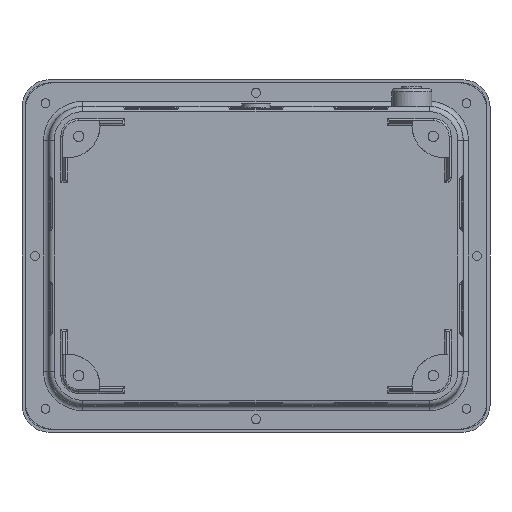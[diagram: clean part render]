
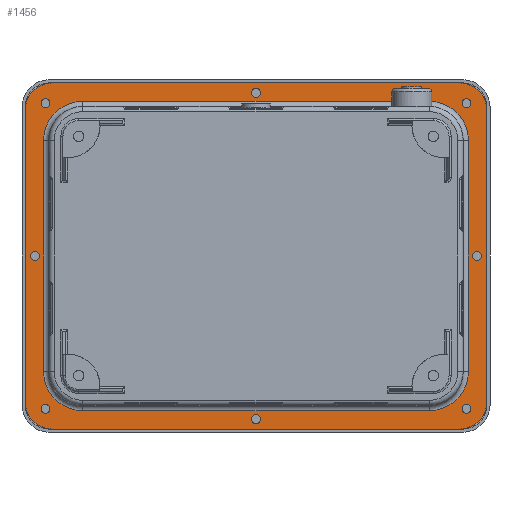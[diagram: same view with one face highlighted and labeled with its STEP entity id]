
A CAD part, front view. The second image highlights one B-rep face of the part: STEP entity #1456.
In plain terms, the highlighted planar face has unit normal (0, -1, 0).
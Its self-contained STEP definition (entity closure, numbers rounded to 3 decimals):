
#1456=ADVANCED_FACE('',(#14304,#14306,#14308,#14310,#14312,#14314,#14316,#14318,
#14320,#14322),#14324,.F.);
#14304=FACE_BOUND('',#14305,.T.);
#14305=EDGE_LOOP('',(#38889,#38890,#38891,#38892,#38893,#38894,#38895,#38896));
#14306=FACE_BOUND('',#14307,.T.);
#14307=EDGE_LOOP('',(#38897));
#14308=FACE_BOUND('',#14309,.T.);
#14309=EDGE_LOOP('',(#38898));
#14310=FACE_BOUND('',#14311,.T.);
#14311=EDGE_LOOP('',(#38899));
#14312=FACE_BOUND('',#14313,.T.);
#14313=EDGE_LOOP('',(#38900));
#14314=FACE_BOUND('',#14315,.T.);
#14315=EDGE_LOOP('',(#38901,#38902,#38903,#38904,#38905,#38906,#38907,#38908));
#14316=FACE_BOUND('',#14317,.T.);
#14317=EDGE_LOOP('',(#38909));
#14318=FACE_BOUND('',#14319,.T.);
#14319=EDGE_LOOP('',(#38910));
#14320=FACE_BOUND('',#14321,.T.);
#14321=EDGE_LOOP('',(#38911));
#14322=FACE_BOUND('',#14323,.T.);
#14323=EDGE_LOOP('',(#38912));
#14324=PLANE('',#14325);
#14325=AXIS2_PLACEMENT_3D('',#14326,#14327,#14328);
#14326=CARTESIAN_POINT('',(0.,-2.5,0.));
#14327=DIRECTION('',(0.,1.,0.));
#14328=DIRECTION('',(1.,0.,0.));
#38889=ORIENTED_EDGE('',*,*,#51604,.T.);
#38890=ORIENTED_EDGE('',*,*,#51605,.T.);
#38891=ORIENTED_EDGE('',*,*,#51606,.T.);
#38892=ORIENTED_EDGE('',*,*,#51607,.T.);
#38893=ORIENTED_EDGE('',*,*,#51608,.T.);
#38894=ORIENTED_EDGE('',*,*,#51609,.T.);
#38895=ORIENTED_EDGE('',*,*,#51610,.T.);
#38896=ORIENTED_EDGE('',*,*,#51611,.T.);
#38897=ORIENTED_EDGE('',*,*,#51612,.T.);
#38898=ORIENTED_EDGE('',*,*,#51613,.T.);
#38899=ORIENTED_EDGE('',*,*,#51603,.T.);
#38900=ORIENTED_EDGE('',*,*,#51614,.T.);
#38901=ORIENTED_EDGE('',*,*,#51615,.T.);
#38902=ORIENTED_EDGE('',*,*,#51616,.F.);
#38903=ORIENTED_EDGE('',*,*,#51617,.T.);
#38904=ORIENTED_EDGE('',*,*,#51618,.F.);
#38905=ORIENTED_EDGE('',*,*,#51619,.T.);
#38906=ORIENTED_EDGE('',*,*,#51620,.F.);
#38907=ORIENTED_EDGE('',*,*,#51621,.T.);
#38908=ORIENTED_EDGE('',*,*,#51622,.F.);
#38909=ORIENTED_EDGE('',*,*,#51623,.T.);
#38910=ORIENTED_EDGE('',*,*,#51624,.T.);
#38911=ORIENTED_EDGE('',*,*,#51625,.T.);
#38912=ORIENTED_EDGE('',*,*,#51626,.T.);
#51603=EDGE_CURVE('',#59062,#59062,#59063,.T.);
#51604=EDGE_CURVE('',#59064,#59065,#59066,.T.);
#51605=EDGE_CURVE('',#59065,#59067,#59068,.T.);
#51606=EDGE_CURVE('',#59067,#59069,#59070,.T.);
#51607=EDGE_CURVE('',#59069,#59071,#59072,.T.);
#51608=EDGE_CURVE('',#59071,#59073,#59074,.T.);
#51609=EDGE_CURVE('',#59073,#59075,#59076,.T.);
#51610=EDGE_CURVE('',#59075,#59077,#59078,.T.);
#51611=EDGE_CURVE('',#59077,#59064,#59079,.T.);
#51612=EDGE_CURVE('',#59080,#59080,#59081,.T.);
#51613=EDGE_CURVE('',#59082,#59082,#59083,.T.);
#51614=EDGE_CURVE('',#59084,#59084,#59085,.T.);
#51615=EDGE_CURVE('',#59086,#59087,#59088,.T.);
#51616=EDGE_CURVE('',#59089,#59087,#59090,.T.);
#51617=EDGE_CURVE('',#59089,#59091,#59092,.T.);
#51618=EDGE_CURVE('',#59093,#59091,#59094,.T.);
#51619=EDGE_CURVE('',#59093,#59095,#59096,.T.);
#51620=EDGE_CURVE('',#59097,#59095,#59098,.T.);
#51621=EDGE_CURVE('',#59097,#59099,#59100,.T.);
#51622=EDGE_CURVE('',#59086,#59099,#59101,.T.);
#51623=EDGE_CURVE('',#59102,#59102,#59103,.T.);
#51624=EDGE_CURVE('',#59104,#59104,#59105,.T.);
#51625=EDGE_CURVE('',#59106,#59106,#59107,.T.);
#51626=EDGE_CURVE('',#59108,#59108,#59109,.T.);
#59062=VERTEX_POINT('',#69780);
#59063=CIRCLE('',#69781,4.25);
#59064=VERTEX_POINT('',#69785);
#59065=VERTEX_POINT('',#69786);
#59066=LINE('',#69787,#69788);
#59067=VERTEX_POINT('',#69790);
#59068=CIRCLE('',#69791,26.);
#59069=VERTEX_POINT('',#69795);
#59070=LINE('',#69796,#69797);
#59071=VERTEX_POINT('',#69799);
#59072=CIRCLE('',#69800,26.);
#59073=VERTEX_POINT('',#69804);
#59074=LINE('',#69805,#69806);
#59075=VERTEX_POINT('',#69808);
#59076=CIRCLE('',#69809,26.);
#59077=VERTEX_POINT('',#69813);
#59078=LINE('',#69814,#69815);
#59079=CIRCLE('',#69817,26.);
#59080=VERTEX_POINT('',#69821);
#59081=CIRCLE('',#69822,4.25);
#59082=VERTEX_POINT('',#69826);
#59083=CIRCLE('',#69827,4.25);
#59084=VERTEX_POINT('',#69831);
#59085=CIRCLE('',#69832,4.25);
#59086=VERTEX_POINT('',#69836);
#59087=VERTEX_POINT('',#69837);
#59088=CIRCLE('',#69838,37.5);
#59089=VERTEX_POINT('',#69842);
#59090=LINE('',#69843,#69844);
#59091=VERTEX_POINT('',#69846);
#59092=CIRCLE('',#69847,37.5);
#59093=VERTEX_POINT('',#69851);
#59094=LINE('',#69852,#69853);
#59095=VERTEX_POINT('',#69855);
#59096=CIRCLE('',#69856,37.5);
#59097=VERTEX_POINT('',#69860);
#59098=LINE('',#69861,#69862);
#59099=VERTEX_POINT('',#69864);
#59100=CIRCLE('',#69865,37.5);
#59101=LINE('',#69869,#69870);
#59102=VERTEX_POINT('',#69872);
#59103=CIRCLE('',#69873,4.25);
#59104=VERTEX_POINT('',#69877);
#59105=CIRCLE('',#69878,4.25);
#59106=VERTEX_POINT('',#69882);
#59107=CIRCLE('',#69883,4.25);
#59108=VERTEX_POINT('',#69887);
#59109=CIRCLE('',#69888,4.25);
#69780=CARTESIAN_POINT('',(204.85,-2.5,-145.6));
#69781=AXIS2_PLACEMENT_3D('',#69782,#69783,#69784);
#69782=CARTESIAN_POINT('',(200.6,-2.5,-145.6));
#69783=DIRECTION('',(0.,1.,0.));
#69784=DIRECTION('',(-1.,0.,-0.));
#69785=CARTESIAN_POINT('',(194.,-2.5,165.));
#69786=CARTESIAN_POINT('',(-194.,-2.5,165.));
#69787=CARTESIAN_POINT('',(194.,-2.5,165.));
#69788=VECTOR('',#69789,1.);
#69789=DIRECTION('',(-1.,0.,0.));
#69790=CARTESIAN_POINT('',(-220.,-2.5,139.));
#69791=AXIS2_PLACEMENT_3D('',#69792,#69793,#69794);
#69792=CARTESIAN_POINT('',(-194.,-2.5,139.));
#69793=DIRECTION('',(0.,-1.,0.));
#69794=DIRECTION('',(0.,0.,1.));
#69795=CARTESIAN_POINT('',(-220.,-2.5,-139.));
#69796=CARTESIAN_POINT('',(-220.,-2.5,139.));
#69797=VECTOR('',#69798,1.);
#69798=DIRECTION('',(0.,0.,-1.));
#69799=CARTESIAN_POINT('',(-194.,-2.5,-165.));
#69800=AXIS2_PLACEMENT_3D('',#69801,#69802,#69803);
#69801=CARTESIAN_POINT('',(-194.,-2.5,-139.));
#69802=DIRECTION('',(0.,-1.,-0.));
#69803=DIRECTION('',(-1.,0.,0.));
#69804=CARTESIAN_POINT('',(194.,-2.5,-165.));
#69805=CARTESIAN_POINT('',(-194.,-2.5,-165.));
#69806=VECTOR('',#69807,1.);
#69807=DIRECTION('',(1.,0.,0.));
#69808=CARTESIAN_POINT('',(220.,-2.5,-139.));
#69809=AXIS2_PLACEMENT_3D('',#69810,#69811,#69812);
#69810=CARTESIAN_POINT('',(194.,-2.5,-139.));
#69811=DIRECTION('',(0.,-1.,0.));
#69812=DIRECTION('',(0.,0.,-1.));
#69813=CARTESIAN_POINT('',(220.,-2.5,139.));
#69814=CARTESIAN_POINT('',(220.,-2.5,-139.));
#69815=VECTOR('',#69816,1.);
#69816=DIRECTION('',(0.,0.,1.));
#69817=AXIS2_PLACEMENT_3D('',#69818,#69819,#69820);
#69818=CARTESIAN_POINT('',(194.,-2.5,139.));
#69819=DIRECTION('',(0.,-1.,0.));
#69820=DIRECTION('',(1.,0.,0.));
#69821=CARTESIAN_POINT('',(204.85,-2.5,145.6));
#69822=AXIS2_PLACEMENT_3D('',#69823,#69824,#69825);
#69823=CARTESIAN_POINT('',(200.6,-2.5,145.6));
#69824=DIRECTION('',(0.,1.,0.));
#69825=DIRECTION('',(-1.,0.,-0.));
#69826=CARTESIAN_POINT('',(4.25,-2.5,-155.5));
#69827=AXIS2_PLACEMENT_3D('',#69828,#69829,#69830);
#69828=CARTESIAN_POINT('',(0.,-2.5,-155.5));
#69829=DIRECTION('',(0.,1.,0.));
#69830=DIRECTION('',(-1.,0.,-0.));
#69831=CARTESIAN_POINT('',(214.75,-2.5,0.));
#69832=AXIS2_PLACEMENT_3D('',#69833,#69834,#69835);
#69833=CARTESIAN_POINT('',(210.5,-2.5,0.));
#69834=DIRECTION('',(0.,1.,0.));
#69835=DIRECTION('',(-1.,0.,-0.));
#69836=CARTESIAN_POINT('',(202.5,-2.5,-110.));
#69837=CARTESIAN_POINT('',(165.,-2.5,-147.5));
#69838=AXIS2_PLACEMENT_3D('',#69839,#69840,#69841);
#69839=CARTESIAN_POINT('',(165.,-2.5,-110.));
#69840=DIRECTION('',(-0.,1.,0.));
#69841=DIRECTION('',(1.,0.,0.));
#69842=CARTESIAN_POINT('',(-165.,-2.5,-147.5));
#69843=CARTESIAN_POINT('',(-165.,-2.5,-147.5));
#69844=VECTOR('',#69845,1.);
#69845=DIRECTION('',(1.,0.,0.));
#69846=CARTESIAN_POINT('',(-202.5,-2.5,-110.));
#69847=AXIS2_PLACEMENT_3D('',#69848,#69849,#69850);
#69848=CARTESIAN_POINT('',(-165.,-2.5,-110.));
#69849=DIRECTION('',(0.,1.,0.));
#69850=DIRECTION('',(0.,0.,-1.));
#69851=CARTESIAN_POINT('',(-202.5,-2.5,110.));
#69852=CARTESIAN_POINT('',(-202.5,-2.5,110.));
#69853=VECTOR('',#69854,1.);
#69854=DIRECTION('',(0.,0.,-1.));
#69855=CARTESIAN_POINT('',(-165.,-2.5,147.5));
#69856=AXIS2_PLACEMENT_3D('',#69857,#69858,#69859);
#69857=CARTESIAN_POINT('',(-165.,-2.5,110.));
#69858=DIRECTION('',(0.,1.,0.));
#69859=DIRECTION('',(-1.,0.,0.));
#69860=CARTESIAN_POINT('',(165.,-2.5,147.5));
#69861=CARTESIAN_POINT('',(165.,-2.5,147.5));
#69862=VECTOR('',#69863,1.);
#69863=DIRECTION('',(-1.,0.,0.));
#69864=CARTESIAN_POINT('',(202.5,-2.5,110.));
#69865=AXIS2_PLACEMENT_3D('',#69866,#69867,#69868);
#69866=CARTESIAN_POINT('',(165.,-2.5,110.));
#69867=DIRECTION('',(0.,1.,0.));
#69868=DIRECTION('',(0.,0.,1.));
#69869=CARTESIAN_POINT('',(202.5,-2.5,-110.));
#69870=VECTOR('',#69871,1.);
#69871=DIRECTION('',(0.,0.,1.));
#69872=CARTESIAN_POINT('',(4.25,-2.5,155.5));
#69873=AXIS2_PLACEMENT_3D('',#69874,#69875,#69876);
#69874=CARTESIAN_POINT('',(0.,-2.5,155.5));
#69875=DIRECTION('',(0.,1.,0.));
#69876=DIRECTION('',(-1.,0.,-0.));
#69877=CARTESIAN_POINT('',(-204.85,-2.5,145.6));
#69878=AXIS2_PLACEMENT_3D('',#69879,#69880,#69881);
#69879=CARTESIAN_POINT('',(-200.6,-2.5,145.6));
#69880=DIRECTION('',(0.,1.,0.));
#69881=DIRECTION('',(1.,0.,0.));
#69882=CARTESIAN_POINT('',(-204.85,-2.5,-145.6));
#69883=AXIS2_PLACEMENT_3D('',#69884,#69885,#69886);
#69884=CARTESIAN_POINT('',(-200.6,-2.5,-145.6));
#69885=DIRECTION('',(0.,1.,0.));
#69886=DIRECTION('',(1.,0.,0.));
#69887=CARTESIAN_POINT('',(-214.75,-2.5,0.));
#69888=AXIS2_PLACEMENT_3D('',#69889,#69890,#69891);
#69889=CARTESIAN_POINT('',(-210.5,-2.5,0.));
#69890=DIRECTION('',(0.,1.,0.));
#69891=DIRECTION('',(1.,0.,0.));
